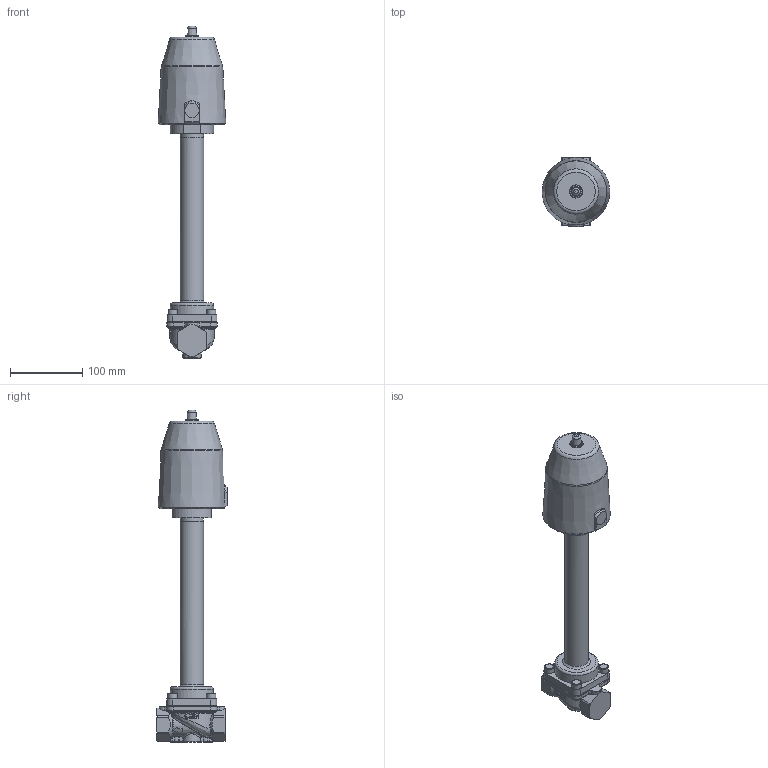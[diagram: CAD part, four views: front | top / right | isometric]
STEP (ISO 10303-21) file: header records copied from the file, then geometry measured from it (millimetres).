
FILE_DESCRIPTION(/* description */ ('3D-Modell'),/* implementation_level */ '2;1');
FILE_NAME(/* name */ '090.000005_A925-0815-7008.stp',/* time_stamp */ '2018-05-23T09:47:03+02:00',/* author */ ('EFast'),/* organization */ (''),/* preprocessor_version */ 'ST-DEVELOPER v16.1',/* originating_system */ 'Autodesk Inventor 2016',/* authorisation */ '');
FILE_SCHEMA (('AUTOMOTIVE_DESIGN { 1 0 10303 214 3 1 1 }'));
Length unit declared in the file: millimetre
Products named in the file (1): 88-002671
Bounding box: 93.78 x 97.5 x 460.73 mm (x, y, z)
Volume: 1197854.6 mm3; surface area: 101980 mm2
Topology: 1 solids, 1 shells, 467 faces, 1162 edges, 705 vertices
Faces by surface type: bspline 155, cylinder 110, plane 107, torus 67, cone 26, sphere 2
Full cylindrical faces by diameter (mm): 8 x8, 13 x4, 18.2 x1, 32 x1, 32.6 x1, 56 x1, 60 x1
Entity records: 25547 total; most frequent: CARTESIAN_POINT 15778, ORIENTED_EDGE 2200, DIRECTION 1719, EDGE_CURVE 1100, AXIS2_PLACEMENT_3D 732, VERTEX_POINT 692, EDGE_LOOP 532, FACE_OUTER_BOUND 467
